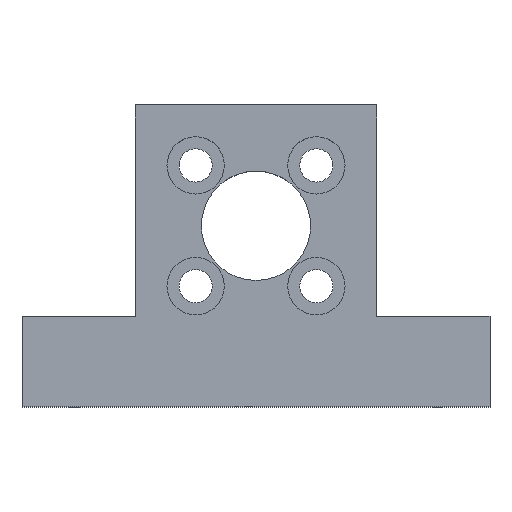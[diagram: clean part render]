
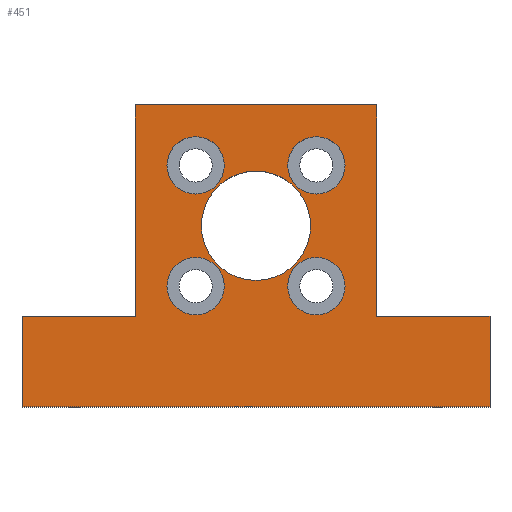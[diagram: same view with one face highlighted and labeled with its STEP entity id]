
A CAD part, top view. The second image highlights one B-rep face of the part: STEP entity #451.
In plain terms, the highlighted planar face has unit normal (0, 0, 1).
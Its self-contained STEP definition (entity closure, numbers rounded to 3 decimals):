
#39=FACE_BOUND('',#129,.T.);
#40=FACE_BOUND('',#130,.T.);
#41=FACE_BOUND('',#131,.T.);
#42=FACE_BOUND('',#132,.T.);
#43=FACE_BOUND('',#133,.T.);
#51=CIRCLE('',#484,4.75);
#54=CIRCLE('',#490,4.75);
#57=CIRCLE('',#496,4.75);
#60=CIRCLE('',#502,4.75);
#61=CIRCLE('',#505,9.05);
#90=FACE_OUTER_BOUND('',#128,.T.);
#128=EDGE_LOOP('',(#400,#401,#402,#403,#404,#405,#406,#407));
#129=EDGE_LOOP('',(#408));
#130=EDGE_LOOP('',(#409));
#131=EDGE_LOOP('',(#410));
#132=EDGE_LOOP('',(#411));
#133=EDGE_LOOP('',(#412));
#134=LINE('',#654,#169);
#140=LINE('',#665,#175);
#159=LINE('',#752,#194);
#161=LINE('',#756,#196);
#163=LINE('',#759,#198);
#164=LINE('',#762,#199);
#166=LINE('',#766,#201);
#168=LINE('',#769,#203);
#169=VECTOR('',#523,10.);
#175=VECTOR('',#531,10.);
#194=VECTOR('',#628,10.);
#196=VECTOR('',#632,10.);
#198=VECTOR('',#636,10.);
#199=VECTOR('',#639,10.);
#201=VECTOR('',#643,10.);
#203=VECTOR('',#647,10.);
#204=VERTEX_POINT('',#652);
#205=VERTEX_POINT('',#653);
#209=VERTEX_POINT('',#663);
#222=VERTEX_POINT('',#694);
#225=VERTEX_POINT('',#705);
#228=VERTEX_POINT('',#716);
#231=VERTEX_POINT('',#727);
#232=VERTEX_POINT('',#733);
#237=VERTEX_POINT('',#749);
#238=VERTEX_POINT('',#751);
#239=VERTEX_POINT('',#755);
#240=VERTEX_POINT('',#761);
#241=VERTEX_POINT('',#765);
#242=EDGE_CURVE('',#204,#205,#134,.T.);
#248=EDGE_CURVE('',#205,#209,#140,.T.);
#262=EDGE_CURVE('',#222,#222,#51,.T.);
#267=EDGE_CURVE('',#225,#225,#54,.T.);
#272=EDGE_CURVE('',#228,#228,#57,.T.);
#277=EDGE_CURVE('',#231,#231,#60,.T.);
#280=EDGE_CURVE('',#232,#232,#61,.T.);
#289=EDGE_CURVE('',#238,#237,#159,.T.);
#291=EDGE_CURVE('',#239,#238,#161,.T.);
#293=EDGE_CURVE('',#209,#239,#163,.T.);
#294=EDGE_CURVE('',#240,#204,#164,.T.);
#296=EDGE_CURVE('',#241,#240,#166,.T.);
#298=EDGE_CURVE('',#237,#241,#168,.T.);
#400=ORIENTED_EDGE('',*,*,#242,.T.);
#401=ORIENTED_EDGE('',*,*,#248,.T.);
#402=ORIENTED_EDGE('',*,*,#293,.T.);
#403=ORIENTED_EDGE('',*,*,#291,.T.);
#404=ORIENTED_EDGE('',*,*,#289,.T.);
#405=ORIENTED_EDGE('',*,*,#298,.T.);
#406=ORIENTED_EDGE('',*,*,#296,.T.);
#407=ORIENTED_EDGE('',*,*,#294,.T.);
#408=ORIENTED_EDGE('',*,*,#262,.T.);
#409=ORIENTED_EDGE('',*,*,#267,.T.);
#410=ORIENTED_EDGE('',*,*,#272,.T.);
#411=ORIENTED_EDGE('',*,*,#277,.T.);
#412=ORIENTED_EDGE('',*,*,#280,.T.);
#426=PLANE('',#518);
#451=ADVANCED_FACE('',(#90,#39,#40,#41,#42,#43),#426,.T.);
#484=AXIS2_PLACEMENT_3D('',#695,#558,#559);
#490=AXIS2_PLACEMENT_3D('',#706,#572,#573);
#496=AXIS2_PLACEMENT_3D('',#717,#586,#587);
#502=AXIS2_PLACEMENT_3D('',#728,#600,#601);
#505=AXIS2_PLACEMENT_3D('',#734,#608,#609);
#518=AXIS2_PLACEMENT_3D('',#770,#648,#649);
#523=DIRECTION('',(-1.,0.,0.));
#531=DIRECTION('',(0.,-1.,0.));
#558=DIRECTION('center_axis',(0.,0.,-1.));
#559=DIRECTION('ref_axis',(1.,0.,0.));
#572=DIRECTION('center_axis',(0.,0.,-1.));
#573=DIRECTION('ref_axis',(1.,0.,0.));
#586=DIRECTION('center_axis',(0.,0.,-1.));
#587=DIRECTION('ref_axis',(1.,0.,0.));
#600=DIRECTION('center_axis',(0.,0.,-1.));
#601=DIRECTION('ref_axis',(1.,0.,0.));
#608=DIRECTION('center_axis',(0.,0.,-1.));
#609=DIRECTION('ref_axis',(1.,0.,0.));
#628=DIRECTION('',(1.,0.,0.));
#632=DIRECTION('',(0.,-1.,0.));
#636=DIRECTION('',(-1.,0.,0.));
#639=DIRECTION('',(0.,1.,0.));
#643=DIRECTION('',(-1.,0.,0.));
#647=DIRECTION('',(0.,1.,0.));
#648=DIRECTION('center_axis',(0.,0.,1.));
#649=DIRECTION('ref_axis',(1.,0.,0.));
#652=CARTESIAN_POINT('',(20.,42.5,10.));
#653=CARTESIAN_POINT('',(-20.,42.5,10.));
#654=CARTESIAN_POINT('',(10.,42.5,10.));
#663=CARTESIAN_POINT('',(-20.,7.5,10.));
#665=CARTESIAN_POINT('',(-20.,50.,10.));
#694=CARTESIAN_POINT('',(5.25,12.5,10.));
#695=CARTESIAN_POINT('Origin',(10.,12.5,10.));
#705=CARTESIAN_POINT('',(-14.75,32.5,10.));
#706=CARTESIAN_POINT('Origin',(-10.,32.5,10.));
#716=CARTESIAN_POINT('',(5.25,32.5,10.));
#717=CARTESIAN_POINT('Origin',(10.,32.5,10.));
#727=CARTESIAN_POINT('',(-14.75,12.5,10.));
#728=CARTESIAN_POINT('Origin',(-10.,12.5,10.));
#733=CARTESIAN_POINT('',(-9.05,22.5,10.));
#734=CARTESIAN_POINT('Origin',(0.,22.5,10.));
#749=CARTESIAN_POINT('',(38.75,-7.5,10.));
#751=CARTESIAN_POINT('',(-38.75,-7.5,10.));
#752=CARTESIAN_POINT('',(-38.75,-7.5,10.));
#755=CARTESIAN_POINT('',(-38.75,7.5,10.));
#756=CARTESIAN_POINT('',(-38.75,7.5,10.));
#759=CARTESIAN_POINT('',(-20.,7.5,10.));
#761=CARTESIAN_POINT('',(20.,7.5,10.));
#762=CARTESIAN_POINT('',(20.,7.5,10.));
#765=CARTESIAN_POINT('',(38.75,7.5,10.));
#766=CARTESIAN_POINT('',(38.75,7.5,10.));
#769=CARTESIAN_POINT('',(38.75,-7.5,10.));
#770=CARTESIAN_POINT('Origin',(0.,21.25,10.));
